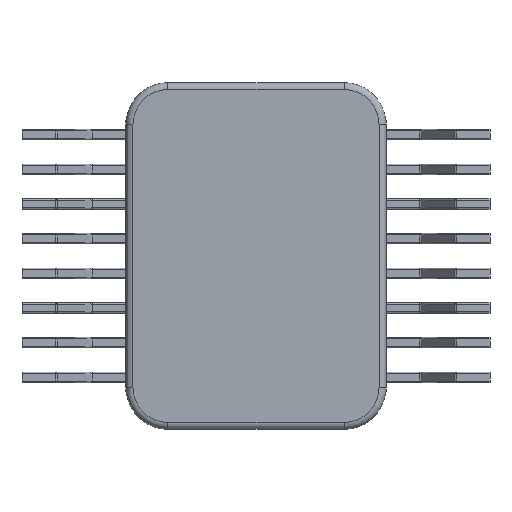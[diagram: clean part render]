
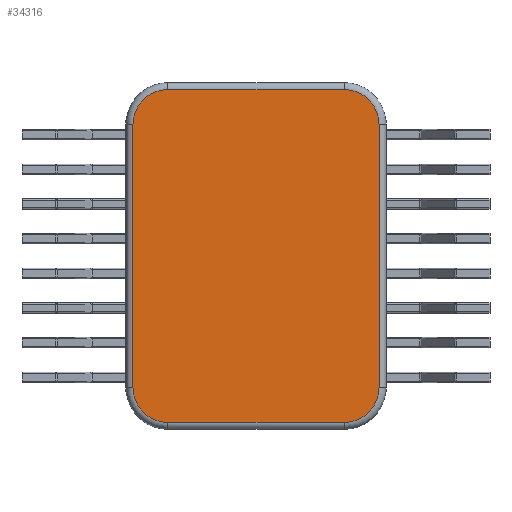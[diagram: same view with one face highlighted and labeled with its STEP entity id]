
A CAD part, front view. The second image highlights one B-rep face of the part: STEP entity #34316.
In plain terms, the highlighted planar face has unit normal (0, -1, 0).
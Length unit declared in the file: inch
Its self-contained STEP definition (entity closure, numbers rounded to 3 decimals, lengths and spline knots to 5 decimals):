
#366 = DIRECTION ( 'NONE',  ( 0., -1., 0. ) ) ;
#439 = DIRECTION ( 'NONE',  ( 0., -1., 0. ) ) ;
#444 = CARTESIAN_POINT ( 'NONE',  ( 0.365, -0.11, -0.44 ) ) ;
#1425 = VERTEX_POINT ( 'NONE', #12994 ) ;
#1522 = ORIENTED_EDGE ( 'NONE', *, *, #47490, .T. ) ;
#2266 = EDGE_CURVE ( 'NONE', #19442, #35153, #40862, .T. ) ;
#2590 = AXIS2_PLACEMENT_3D ( 'NONE', #29843, #40489, #17761 ) ;
#2841 = DIRECTION ( 'NONE',  ( 0., -1., 0. ) ) ;
#3050 = CARTESIAN_POINT ( 'NONE',  ( 0.01, -0.11, -0.44 ) ) ;
#7244 = CARTESIAN_POINT ( 'NONE',  ( 0.06, -0.11, -0.06 ) ) ;
#7302 = CIRCLE ( 'NONE', #42057, 0.05 ) ;
#7900 = ORIENTED_EDGE ( 'NONE', *, *, #9647, .T. ) ;
#8024 = EDGE_CURVE ( 'NONE', #12230, #38677, #47609, .T. ) ;
#8970 = EDGE_CURVE ( 'NONE', #44351, #39105, #22728, .T. ) ;
#9615 = EDGE_CURVE ( 'NONE', #36111, #44351, #34175, .T. ) ;
#9647 = EDGE_CURVE ( 'NONE', #38677, #19442, #25315, .T. ) ;
#10438 = VECTOR ( 'NONE', #22609, 39.37008 ) ;
#11332 = CARTESIAN_POINT ( 'NONE',  ( 0.01, -0.11, -0.44 ) ) ;
#11655 = AXIS2_PLACEMENT_3D ( 'NONE', #34488, #31046, #12208 ) ;
#11980 = ORIENTED_EDGE ( 'NONE', *, *, #9615, .T. ) ;
#12208 = DIRECTION ( 'NONE',  ( 0., 0., -1. ) ) ;
#12230 = VERTEX_POINT ( 'NONE', #22488 ) ;
#12994 = CARTESIAN_POINT ( 'NONE',  ( 0.06, -0.11, -0.49 ) ) ;
#14388 = VECTOR ( 'NONE', #23427, 39.37008 ) ;
#15231 = AXIS2_PLACEMENT_3D ( 'NONE', #7244, #2841, #44863 ) ;
#16193 = DIRECTION ( 'NONE',  ( 0., 0., -1. ) ) ;
#17761 = DIRECTION ( 'NONE',  ( 0., 0., -1. ) ) ;
#18147 = EDGE_LOOP ( 'NONE', ( #1522, #31464, #25785, #7900, #29151, #28174, #11980, #21453 ) ) ;
#18914 = PLANE ( 'NONE',  #11655 ) ;
#19442 = VERTEX_POINT ( 'NONE', #45779 ) ;
#21453 = ORIENTED_EDGE ( 'NONE', *, *, #8970, .T. ) ;
#22488 = CARTESIAN_POINT ( 'NONE',  ( 0.315, -0.11, -0.49 ) ) ;
#22609 = DIRECTION ( 'NONE',  ( 0., 0., 1. ) ) ;
#22728 = LINE ( 'NONE', #11332, #30926 ) ;
#23427 = DIRECTION ( 'NONE',  ( 1., 0., 0. ) ) ;
#23575 = CARTESIAN_POINT ( 'NONE',  ( 0.315, -0.11, -0.06 ) ) ;
#23656 = CARTESIAN_POINT ( 'NONE',  ( 0.315, -0.11, -0.49 ) ) ;
#25151 = CARTESIAN_POINT ( 'NONE',  ( 0.315, -0.11, -0.01 ) ) ;
#25315 = LINE ( 'NONE', #41143, #10438 ) ;
#25785 = ORIENTED_EDGE ( 'NONE', *, *, #8024, .T. ) ;
#27077 = CARTESIAN_POINT ( 'NONE',  ( 0.315, -0.11, -0.01 ) ) ;
#28174 = ORIENTED_EDGE ( 'NONE', *, *, #44584, .T. ) ;
#29151 = ORIENTED_EDGE ( 'NONE', *, *, #2266, .T. ) ;
#29843 = CARTESIAN_POINT ( 'NONE',  ( 0.315, -0.11, -0.44 ) ) ;
#30926 = VECTOR ( 'NONE', #33129, 39.37008 ) ;
#31046 = DIRECTION ( 'NONE',  ( 0., -1., 0. ) ) ;
#31464 = ORIENTED_EDGE ( 'NONE', *, *, #36596, .T. ) ;
#33129 = DIRECTION ( 'NONE',  ( 0., 0., -1. ) ) ;
#34175 = CIRCLE ( 'NONE', #15231, 0.05 ) ;
#34316 = ADVANCED_FACE ( 'NONE', ( #41173 ), #18914, .T. ) ;
#34326 = CARTESIAN_POINT ( 'NONE',  ( 0.06, -0.11, -0.44 ) ) ;
#34488 = CARTESIAN_POINT ( 'NONE',  ( 0.315, -0.11, -0.44 ) ) ;
#35153 = VERTEX_POINT ( 'NONE', #27077 ) ;
#35304 = LINE ( 'NONE', #23656, #14388 ) ;
#36111 = VERTEX_POINT ( 'NONE', #37856 ) ;
#36356 = DIRECTION ( 'NONE',  ( -1., 0., 0. ) ) ;
#36596 = EDGE_CURVE ( 'NONE', #1425, #12230, #35304, .T. ) ;
#37856 = CARTESIAN_POINT ( 'NONE',  ( 0.06, -0.11, -0.01 ) ) ;
#38677 = VERTEX_POINT ( 'NONE', #444 ) ;
#39105 = VERTEX_POINT ( 'NONE', #3050 ) ;
#40489 = DIRECTION ( 'NONE',  ( 0., -1., 0. ) ) ;
#40862 = CIRCLE ( 'NONE', #44815, 0.05 ) ;
#41143 = CARTESIAN_POINT ( 'NONE',  ( 0.365, -0.11, -0.44 ) ) ;
#41173 = FACE_OUTER_BOUND ( 'NONE', #18147, .T. ) ;
#42024 = CARTESIAN_POINT ( 'NONE',  ( 0.01, -0.11, -0.06 ) ) ;
#42057 = AXIS2_PLACEMENT_3D ( 'NONE', #34326, #439, #42942 ) ;
#42942 = DIRECTION ( 'NONE',  ( 0., 0., -1. ) ) ;
#44225 = LINE ( 'NONE', #25151, #47800 ) ;
#44351 = VERTEX_POINT ( 'NONE', #42024 ) ;
#44584 = EDGE_CURVE ( 'NONE', #35153, #36111, #44225, .T. ) ;
#44815 = AXIS2_PLACEMENT_3D ( 'NONE', #23575, #366, #16193 ) ;
#44863 = DIRECTION ( 'NONE',  ( 0., 0., -1. ) ) ;
#45779 = CARTESIAN_POINT ( 'NONE',  ( 0.365, -0.11, -0.06 ) ) ;
#47490 = EDGE_CURVE ( 'NONE', #39105, #1425, #7302, .T. ) ;
#47609 = CIRCLE ( 'NONE', #2590, 0.05 ) ;
#47800 = VECTOR ( 'NONE', #36356, 39.37008 ) ;
